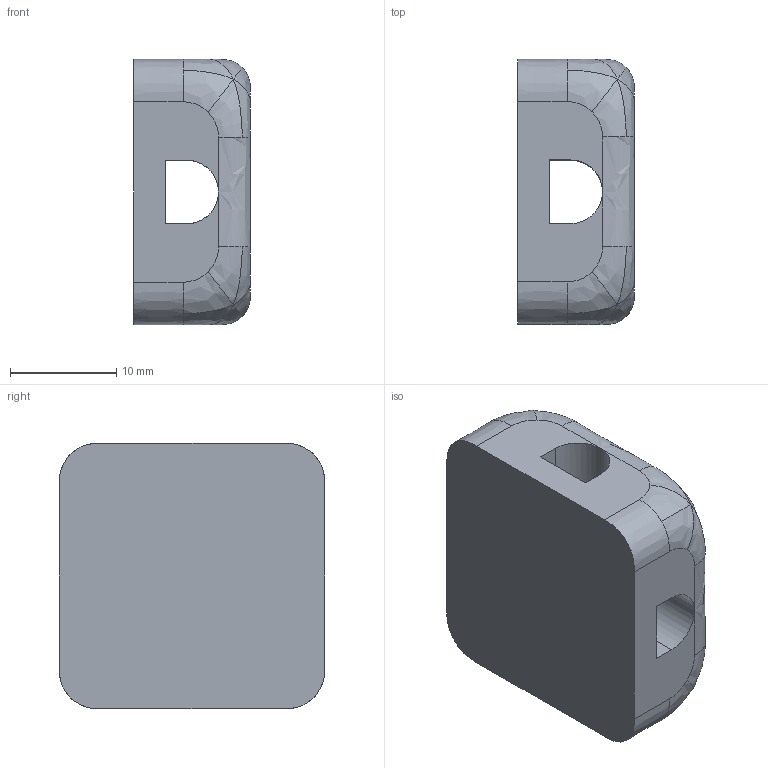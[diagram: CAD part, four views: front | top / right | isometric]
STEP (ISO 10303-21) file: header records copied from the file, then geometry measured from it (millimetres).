
FILE_DESCRIPTION(/* description */ (''),/* implementation_level */ '2;1');
FILE_NAME(/* name */ 'Trussmounting_Pad step.step',/* time_stamp */ '2021-02-26T15:34:32+01:00',/* author */ (''),/* organization */ (''),/* preprocessor_version */ 'ST-DEVELOPER v18.1',/* originating_system */ 'Autodesk Translation Framework v9.7.1.1290',/* authorisation */ '');
FILE_SCHEMA (('AUTOMOTIVE_DESIGN { 1 0 10303 214 3 1 1 }'));
Length unit declared in the file: millimetre
Products named in the file (1): Trussmounting_Pad
Bounding box: 11 x 25 x 25 mm (x, y, z)
Volume: 5383.9 mm3; surface area: 2830.3 mm2
Topology: 1 solids, 1 shells, 51 faces, 144 edges, 89 vertices
Faces by surface type: bspline 32, plane 15, cylinder 4
Entity records: 3439 total; most frequent: CARTESIAN_POINT 2253, ORIENTED_EDGE 288, DIRECTION 168, EDGE_CURVE 144, VERTEX_POINT 89, LINE 56, VECTOR 56, AXIS2_PLACEMENT_3D 56
